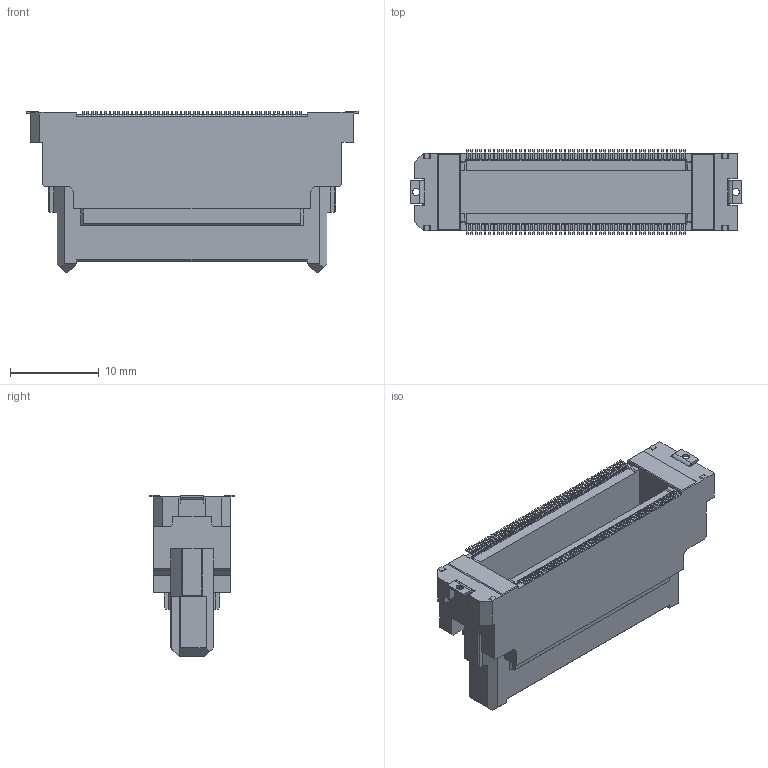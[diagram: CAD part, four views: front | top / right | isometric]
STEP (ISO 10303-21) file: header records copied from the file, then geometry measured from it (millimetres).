
FILE_DESCRIPTION(('CoCreate Modeling STEP Export'),'2;1');
FILE_NAME('FX20-100P-0.5SV20.stp','2013-05-21T10:51:54',(''),(''),'CoCreate Modeling STEP processor for AP214 (Solid Model)','CoCreate Modeling 17.0 01-Apr-2010 (C) Parametric Technology GmbH','');
FILE_SCHEMA(('AUTOMOTIVE_DESIGN { 1 0 10303 214 1 1 1 1 }'));
Length unit declared in the file: millimetre
Products named in the file (1): 100P-0.5SV20
Bounding box: 37.4 x 9.5 x 18.2 mm (x, y, z)
Volume: 2371.1 mm3; surface area: 2966.4 mm2
Topology: 1 solids, 1 shells, 1495 faces, 4155 edges, 2762 vertices
Faces by surface type: plane 1285, cylinder 210
Entity records: 47197 total; most frequent: CARTESIAN_POINT 8407, ORIENTED_EDGE 8310, DIRECTION 7555, EDGE_CURVE 4155, VECTOR 3735, LINE 3735, VERTEX_POINT 2762, AXIS2_PLACEMENT_3D 1910
